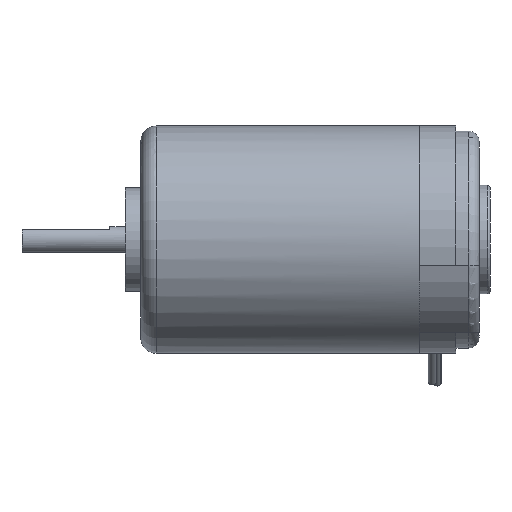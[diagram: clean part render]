
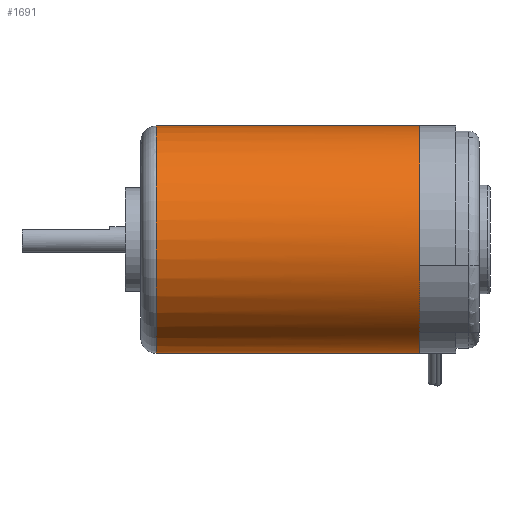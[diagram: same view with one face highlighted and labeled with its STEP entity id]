
A CAD part, front view. The second image highlights one B-rep face of the part: STEP entity #1691.
In plain terms, the highlighted cylindrical face has radius 22 mm (diameter 44 mm), a partial arc.
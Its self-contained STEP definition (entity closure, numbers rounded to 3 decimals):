
#1227=CARTESIAN_POINT('POINT77',(3.,0.,22.
   ));
#1228=VERTEX_POINT('VERTEX77',#1227);
#1238=CARTESIAN_POINT('POINT78',(3.,0.,
   -22.));
#1239=VERTEX_POINT('VERTEX78',#1238);
#1247=CARTESIAN_POINT('POS111',(3.,0.,0.));
#1248=DIRECTION('DIR178',(-1.,0.,0.));
#1249=DIRECTION('DIR179',(0.,0.,1.));
#1250=AXIS2_PLACEMENT_3D('AXIS68',#1247,#1248,#1249);
#1251=CIRCLE('ELLIPSE39',#1250,22.);
#1252=EDGE_CURVE('EDGE118',#1239,#1228,#1251,.T.);
#1660=CARTESIAN_POINT('POINT101',(54.,0.,
   22.));
#1661=VERTEX_POINT('VERTEX101',#1660);
#1662=CARTESIAN_POINT('POS142',(28.5,0.,
   22.));
#1663=DIRECTION('DIR224',(-1.,0.,0.));
#1664=VECTOR('VEC60',#1663,1.);
#1665=LINE('STRAIGHT60',#1662,#1664);
#1666=EDGE_CURVE('EDGE154',#1661,#1228,#1665,.T.);
#1667=ORIENTED_EDGE('COEDGE284',*,*,#1666,.T.);
#1668=ORIENTED_EDGE('COEDGE285',*,*,#1252,.F.);
#1669=CARTESIAN_POINT('POINT102',(54.,0.,
   -22.));
#1670=VERTEX_POINT('VERTEX102',#1669);
#1671=CARTESIAN_POINT('POS143',(28.5,0.,
   -22.));
#1672=DIRECTION('DIR225',(1.,0.,0.));
#1673=VECTOR('VEC61',#1672,1.);
#1674=LINE('STRAIGHT61',#1671,#1673);
#1675=EDGE_CURVE('EDGE155',#1239,#1670,#1674,.T.);
#1676=ORIENTED_EDGE('COEDGE286',*,*,#1675,.T.);
#1677=CARTESIAN_POINT('POS144',(54.,0.,0.));
#1678=DIRECTION('DIR226',(-1.,0.,0.));
#1679=DIRECTION('DIR227',(0.,0.,1.));
#1680=AXIS2_PLACEMENT_3D('AXIS83',#1677,#1678,#1679);
#1681=CIRCLE('ELLIPSE47',#1680,22.);
#1682=EDGE_CURVE('EDGE156',#1670,#1661,#1681,.T.);
#1683=ORIENTED_EDGE('COEDGE287',*,*,#1682,.T.);
#1684=EDGE_LOOP('NONE',(#1667,#1668,#1676,#1683));
#1685=FACE_BOUND('LOOP1',#1684,.T.);
#1686=CARTESIAN_POINT('POS145',(28.5,0.,0.));
#1687=DIRECTION('DIR228',(-1.,0.,0.));
#1688=DIRECTION('DIR229',(0.,0.,1.));
#1689=AXIS2_PLACEMENT_3D('AXIS84',#1686,#1687,#1688);
#1690=CYLINDRICAL_SURFACE('CONE_SURF18',#1689,22.);
#1691=ADVANCED_FACE('FACE64',(#1685),#1690,.T.);
